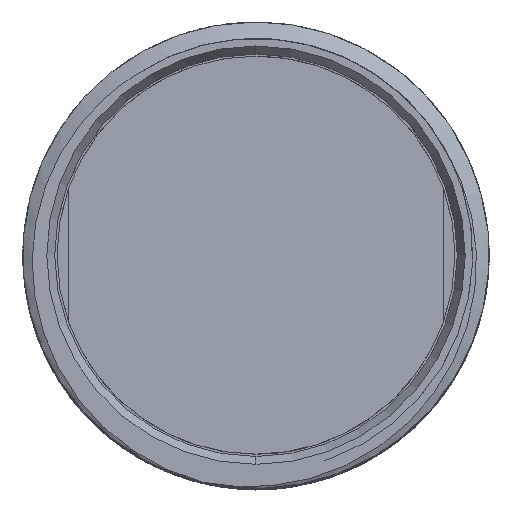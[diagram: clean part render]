
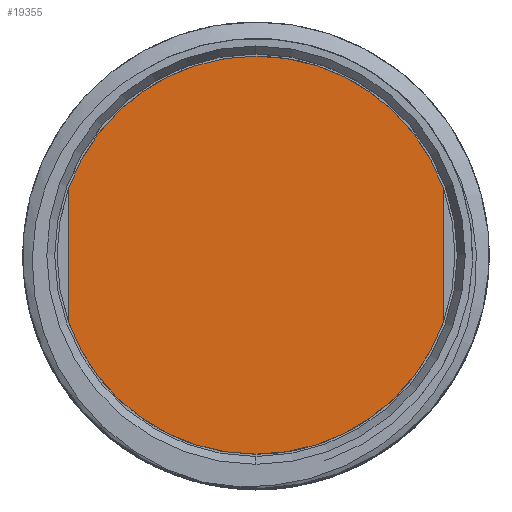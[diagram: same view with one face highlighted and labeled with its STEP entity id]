
A CAD part, top view. The second image highlights one B-rep face of the part: STEP entity #19355.
In plain terms, the highlighted planar face has unit normal (0, 0, 1).
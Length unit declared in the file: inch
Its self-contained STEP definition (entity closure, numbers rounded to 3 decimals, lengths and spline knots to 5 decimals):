
#8605=CARTESIAN_POINT('',(0.,0.,0.));
#8606=DIRECTION('',(0.,0.,1.));
#8607=DIRECTION('',(0.,1.,0.));
#8608=AXIS2_PLACEMENT_3D('',#8605,#8606,#8607);
#8610=CARTESIAN_POINT('',(0.,0.,0.));
#8611=DIRECTION('',(0.,0.,1.));
#8612=DIRECTION('',(-0.942,-0.335,0.));
#8613=AXIS2_PLACEMENT_3D('',#8610,#8611,#8612);
#8651=CARTESIAN_POINT('',(0.,0.,0.));
#8652=DIRECTION('',(0.,0.,-1.));
#8653=DIRECTION('',(0.942,-0.335,0.));
#8654=AXIS2_PLACEMENT_3D('',#8651,#8652,#8653);
#8656=CARTESIAN_POINT('',(0.,0.,0.));
#8657=DIRECTION('',(0.,0.,-1.));
#8658=DIRECTION('',(0.,1.,0.));
#8659=AXIS2_PLACEMENT_3D('',#8656,#8657,#8658);
#8665=DIRECTION('',(0.,-1.,0.));
#8666=VECTOR('',#8665,0.20279);
#8667=CARTESIAN_POINT('',(0.285,0.1014,0.));
#8668=LINE('',#8667,#8666);
#8669=DIRECTION('',(0.,1.,0.));
#8670=VECTOR('',#8669,0.20279);
#8671=CARTESIAN_POINT('',(-0.285,-0.1014,0.));
#8672=LINE('',#8671,#8670);
#9438=CARTESIAN_POINT('',(0.285,0.1014,0.));
#9439=CARTESIAN_POINT('',(0.285,-0.1014,0.));
#9440=VERTEX_POINT('',#9438);
#9441=VERTEX_POINT('',#9439);
#9442=CARTESIAN_POINT('',(-0.285,-0.1014,0.));
#9443=CARTESIAN_POINT('',(-0.285,0.1014,0.));
#9444=VERTEX_POINT('',#9442);
#9445=VERTEX_POINT('',#9443);
#9454=CARTESIAN_POINT('',(0.,0.3025,0.));
#9455=VERTEX_POINT('',#9454);
#9456=CARTESIAN_POINT('',(0.,-0.3025,0.));
#9457=VERTEX_POINT('',#9456);
#19340=CARTESIAN_POINT('',(0.,0.,0.));
#19341=DIRECTION('',(0.,0.,1.));
#19342=DIRECTION('',(0.,-1.,0.));
#19343=AXIS2_PLACEMENT_3D('',#19340,#19341,#19342);
#19344=PLANE('',#19343);
#19346=ORIENTED_EDGE('',*,*,#19345,.T.);
#19347=ORIENTED_EDGE('',*,*,#19326,.T.);
#19348=ORIENTED_EDGE('',*,*,#19308,.F.);
#19350=ORIENTED_EDGE('',*,*,#19349,.T.);
#19351=ORIENTED_EDGE('',*,*,#19300,.F.);
#19352=ORIENTED_EDGE('',*,*,#19334,.T.);
#19353=EDGE_LOOP('',(#19346,#19347,#19348,#19350,#19351,#19352));
#19354=FACE_OUTER_BOUND('',#19353,.F.);
#19355=ADVANCED_FACE('',(#19354),#19344,.T.);
#8609=CIRCLE('',#8608,0.3025);
#8614=CIRCLE('',#8613,0.3025);
#8655=CIRCLE('',#8654,0.3025);
#8660=CIRCLE('',#8659,0.3025);
#19300=EDGE_CURVE('',#9455,#9445,#8609,.T.);
#19308=EDGE_CURVE('',#9444,#9457,#8614,.T.);
#19326=EDGE_CURVE('',#9441,#9457,#8655,.T.);
#19334=EDGE_CURVE('',#9455,#9440,#8660,.T.);
#19345=EDGE_CURVE('',#9440,#9441,#8668,.T.);
#19349=EDGE_CURVE('',#9444,#9445,#8672,.T.);
